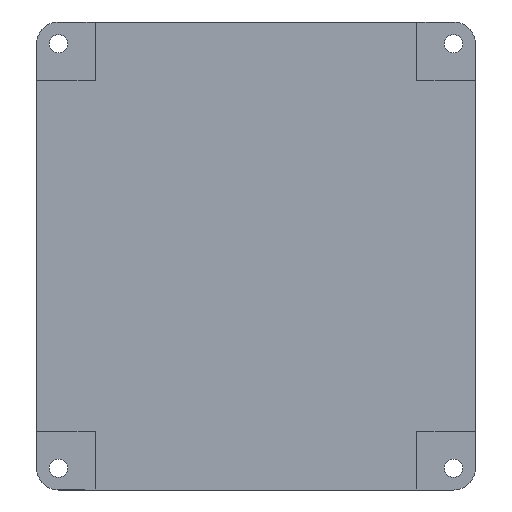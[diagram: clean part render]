
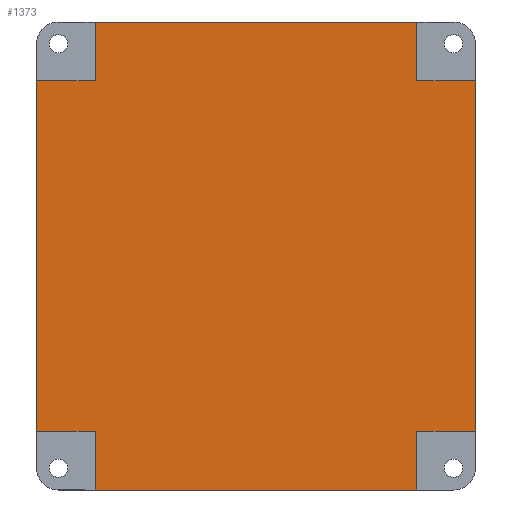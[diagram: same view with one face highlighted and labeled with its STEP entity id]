
A CAD part, front view. The second image highlights one B-rep face of the part: STEP entity #1373.
In plain terms, the highlighted planar face has unit normal (0, -1, 0).
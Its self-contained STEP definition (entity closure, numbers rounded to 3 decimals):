
#7 = ORIENTED_EDGE ( 'NONE', *, *, #848, .F. ) ;
#35 = CARTESIAN_POINT ( 'NONE',  ( 29.987, 0., 29. ) ) ;
#41 = VERTEX_POINT ( 'NONE', #1287 ) ;
#105 = CARTESIAN_POINT ( 'NONE',  ( -21.987, 0., -23.987 ) ) ;
#121 = CARTESIAN_POINT ( 'NONE',  ( -29.987, 0., -23.987 ) ) ;
#148 = CARTESIAN_POINT ( 'NONE',  ( -29.987, 0., -29. ) ) ;
#150 = CARTESIAN_POINT ( 'NONE',  ( -29.987, 0., 23.987 ) ) ;
#192 = VECTOR ( 'NONE', #1230, 1000. ) ;
#211 = DIRECTION ( 'NONE',  ( 1., 0., 0. ) ) ;
#217 = ORIENTED_EDGE ( 'NONE', *, *, #1019, .F. ) ;
#312 = EDGE_CURVE ( 'NONE', #41, #1592, #1496, .T. ) ;
#354 = LINE ( 'NONE', #2527, #1589 ) ;
#433 = DIRECTION ( 'NONE',  ( 0., 0., 1. ) ) ;
#467 = EDGE_CURVE ( 'NONE', #824, #2780, #2072, .T. ) ;
#479 = VERTEX_POINT ( 'NONE', #495 ) ;
#482 = AXIS2_PLACEMENT_3D ( 'NONE', #553, #1897, #1640 ) ;
#495 = CARTESIAN_POINT ( 'NONE',  ( 29.987, 0., -23.987 ) ) ;
#546 = VECTOR ( 'NONE', #901, 1000. ) ;
#550 = CARTESIAN_POINT ( 'NONE',  ( 21.987, 0., -23.987 ) ) ;
#553 = CARTESIAN_POINT ( 'NONE',  ( -27., 0., 29. ) ) ;
#558 = ORIENTED_EDGE ( 'NONE', *, *, #2555, .F. ) ;
#578 = LINE ( 'NONE', #1651, #1173 ) ;
#602 = EDGE_LOOP ( 'NONE', ( #558, #1066, #3357, #2026, #3434, #2850, #1783, #1058, #7, #2587, #1946, #217 ) ) ;
#626 = EDGE_CURVE ( 'NONE', #3122, #1966, #2679, .T. ) ;
#781 = CARTESIAN_POINT ( 'NONE',  ( 21.987, 0., 23.987 ) ) ;
#801 = CARTESIAN_POINT ( 'NONE',  ( -21.987, 0., -23.987 ) ) ;
#803 = EDGE_CURVE ( 'NONE', #1592, #1590, #3477, .T. ) ;
#818 = VECTOR ( 'NONE', #1879, 1000. ) ;
#824 = VERTEX_POINT ( 'NONE', #2368 ) ;
#848 = EDGE_CURVE ( 'NONE', #1590, #3122, #2616, .T. ) ;
#851 = CARTESIAN_POINT ( 'NONE',  ( 29.987, 0., -23.987 ) ) ;
#901 = DIRECTION ( 'NONE',  ( 0., 0., 1. ) ) ;
#942 = CARTESIAN_POINT ( 'NONE',  ( -21.987, 0., 23.987 ) ) ;
#947 = EDGE_CURVE ( 'NONE', #1443, #479, #2472, .T. ) ;
#1019 = EDGE_CURVE ( 'NONE', #3027, #41, #3349, .T. ) ;
#1058 = ORIENTED_EDGE ( 'NONE', *, *, #626, .F. ) ;
#1066 = ORIENTED_EDGE ( 'NONE', *, *, #467, .F. ) ;
#1071 = LINE ( 'NONE', #801, #818 ) ;
#1080 = CARTESIAN_POINT ( 'NONE',  ( 21.987, 0., 31.987 ) ) ;
#1173 = VECTOR ( 'NONE', #1405, 1000. ) ;
#1176 = DIRECTION ( 'NONE',  ( -1., 0., 0. ) ) ;
#1230 = DIRECTION ( 'NONE',  ( 1., 0., 0. ) ) ;
#1248 = CARTESIAN_POINT ( 'NONE',  ( -27., 0., 31.987 ) ) ;
#1287 = CARTESIAN_POINT ( 'NONE',  ( -29.987, 0., 23.987 ) ) ;
#1373 = ADVANCED_FACE ( 'NONE', ( #1402 ), #2709, .F. ) ;
#1402 = FACE_OUTER_BOUND ( 'NONE', #602, .T. ) ;
#1405 = DIRECTION ( 'NONE',  ( 0., 0., -1. ) ) ;
#1443 = VERTEX_POINT ( 'NONE', #3272 ) ;
#1462 = CARTESIAN_POINT ( 'NONE',  ( -21.987, 0., 31.987 ) ) ;
#1496 = LINE ( 'NONE', #150, #192 ) ;
#1574 = LINE ( 'NONE', #2357, #3489 ) ;
#1575 = VERTEX_POINT ( 'NONE', #2790 ) ;
#1576 = EDGE_CURVE ( 'NONE', #1575, #824, #354, .T. ) ;
#1589 = VECTOR ( 'NONE', #1176, 1000. ) ;
#1590 = VERTEX_POINT ( 'NONE', #1462 ) ;
#1592 = VERTEX_POINT ( 'NONE', #942 ) ;
#1640 = DIRECTION ( 'NONE',  ( 0., 0., 1. ) ) ;
#1651 = CARTESIAN_POINT ( 'NONE',  ( 21.987, 0., -23.987 ) ) ;
#1689 = LINE ( 'NONE', #851, #2863 ) ;
#1733 = VECTOR ( 'NONE', #433, 1000. ) ;
#1745 = VECTOR ( 'NONE', #2962, 1000. ) ;
#1783 = ORIENTED_EDGE ( 'NONE', *, *, #2876, .F. ) ;
#1879 = DIRECTION ( 'NONE',  ( -1., 0., 0. ) ) ;
#1897 = DIRECTION ( 'NONE',  ( 0., 1., 0. ) ) ;
#1909 = VERTEX_POINT ( 'NONE', #550 ) ;
#1946 = ORIENTED_EDGE ( 'NONE', *, *, #312, .F. ) ;
#1966 = VERTEX_POINT ( 'NONE', #781 ) ;
#1991 = EDGE_CURVE ( 'NONE', #479, #1909, #1689, .T. ) ;
#2026 = ORIENTED_EDGE ( 'NONE', *, *, #2653, .F. ) ;
#2072 = LINE ( 'NONE', #2628, #3101 ) ;
#2142 = DIRECTION ( 'NONE',  ( 0., 0., -1. ) ) ;
#2265 = DIRECTION ( 'NONE',  ( -1., 0., 0. ) ) ;
#2348 = CARTESIAN_POINT ( 'NONE',  ( -21.987, 0., 23.987 ) ) ;
#2357 = CARTESIAN_POINT ( 'NONE',  ( 21.987, 0., 23.987 ) ) ;
#2368 = CARTESIAN_POINT ( 'NONE',  ( -21.987, 0., -31.987 ) ) ;
#2472 = LINE ( 'NONE', #35, #1745 ) ;
#2527 = CARTESIAN_POINT ( 'NONE',  ( 27., 0., -31.987 ) ) ;
#2555 = EDGE_CURVE ( 'NONE', #2780, #3027, #1071, .T. ) ;
#2587 = ORIENTED_EDGE ( 'NONE', *, *, #803, .F. ) ;
#2613 = DIRECTION ( 'NONE',  ( 0., 0., 1. ) ) ;
#2616 = LINE ( 'NONE', #1248, #3256 ) ;
#2628 = CARTESIAN_POINT ( 'NONE',  ( -21.987, 0., -31.987 ) ) ;
#2653 = EDGE_CURVE ( 'NONE', #1909, #1575, #578, .T. ) ;
#2679 = LINE ( 'NONE', #1080, #3023 ) ;
#2709 = PLANE ( 'NONE',  #482 ) ;
#2780 = VERTEX_POINT ( 'NONE', #105 ) ;
#2790 = CARTESIAN_POINT ( 'NONE',  ( 21.987, 0., -31.987 ) ) ;
#2798 = CARTESIAN_POINT ( 'NONE',  ( 21.987, 0., 31.987 ) ) ;
#2850 = ORIENTED_EDGE ( 'NONE', *, *, #947, .F. ) ;
#2863 = VECTOR ( 'NONE', #2265, 1000. ) ;
#2876 = EDGE_CURVE ( 'NONE', #1966, #1443, #1574, .T. ) ;
#2962 = DIRECTION ( 'NONE',  ( 0., 0., -1. ) ) ;
#3023 = VECTOR ( 'NONE', #2142, 1000. ) ;
#3027 = VERTEX_POINT ( 'NONE', #121 ) ;
#3101 = VECTOR ( 'NONE', #2613, 1000. ) ;
#3122 = VERTEX_POINT ( 'NONE', #2798 ) ;
#3197 = DIRECTION ( 'NONE',  ( 1., 0., 0. ) ) ;
#3256 = VECTOR ( 'NONE', #3197, 1000. ) ;
#3272 = CARTESIAN_POINT ( 'NONE',  ( 29.987, 0., 23.987 ) ) ;
#3349 = LINE ( 'NONE', #148, #546 ) ;
#3357 = ORIENTED_EDGE ( 'NONE', *, *, #1576, .F. ) ;
#3434 = ORIENTED_EDGE ( 'NONE', *, *, #1991, .F. ) ;
#3477 = LINE ( 'NONE', #2348, #1733 ) ;
#3489 = VECTOR ( 'NONE', #211, 1000. ) ;
